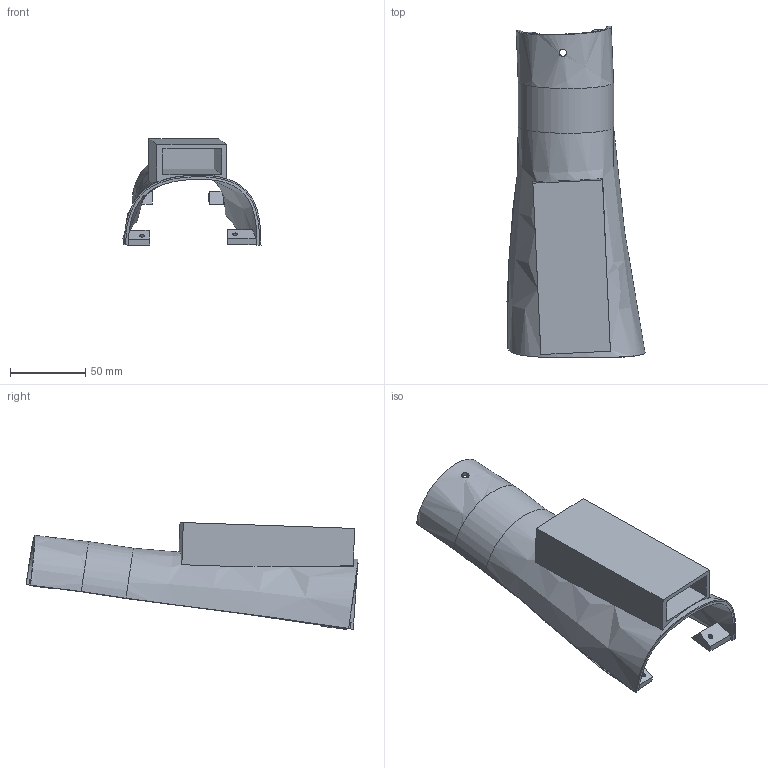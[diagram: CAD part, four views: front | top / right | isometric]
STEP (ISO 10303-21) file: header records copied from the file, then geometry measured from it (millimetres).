
FILE_DESCRIPTION(/* description */ (''),/* implementation_level */ '2;1');
FILE_NAME(/* name */ 'BaseSuperior.step',/* time_stamp */ '2023-10-22T08:29:52-05:00',/* author */ (''),/* organization */ (''),/* preprocessor_version */ 'ST-DEVELOPER v20',/* originating_system */ 'Autodesk Translation Framework v12.14.0.127',/* authorisation */ '');
FILE_SCHEMA (('AUTOMOTIVE_DESIGN { 1 0 10303 214 3 1 1 }'));
Length unit declared in the file: millimetre
Products named in the file (2): ComponenteDeFusión; Componente2
Assembly tree (1 placements, depth 2):
  ComponenteDeFusión
    Componente2
Bounding box: 91.6 x 220.37 x 70.95 mm (x, y, z)
Volume: 113969.6 mm3; surface area: 73575.1 mm2
Topology: 1 solids, 1 shells, 90 faces, 234 edges, 149 vertices
Faces by surface type: bspline 47, plane 39, cylinder 4
Full cylindrical faces by diameter (mm): 3.3 x4
Entity records: 6531 total; most frequent: CARTESIAN_POINT 4665, ORIENTED_EDGE 468, EDGE_CURVE 234, DIRECTION 202, VERTEX_POINT 149, B_SPLINE_CURVE_WITH_KNOTS 132, EDGE_LOOP 103, LINE 94
